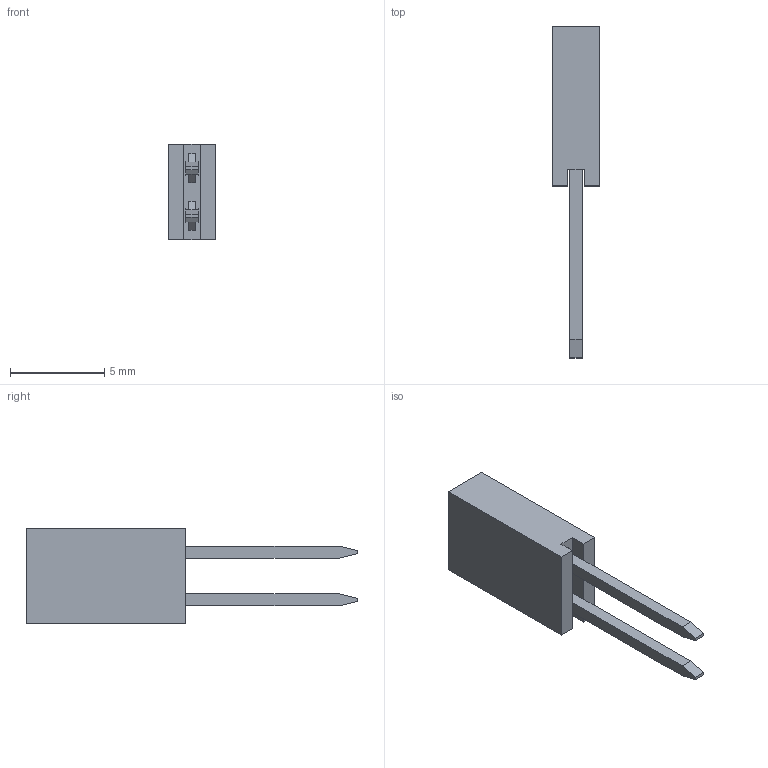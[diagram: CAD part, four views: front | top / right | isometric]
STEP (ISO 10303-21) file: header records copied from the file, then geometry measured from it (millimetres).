
FILE_DESCRIPTION (( 'STEP AP214' ), '1' );
FILE_NAME ('1x2.STEP', '2019-03-31T19:59:19', ( '' ), ( '' ), 'SwSTEP 2.0', 'SolidWorks 2014', '' );
FILE_SCHEMA (( 'AUTOMOTIVE_DESIGN' ));
Length unit declared in the file: millimetre
Products named in the file (1): 1x2
Bounding box: 2.54 x 17.64 x 5.08 mm (x, y, z)
Volume: 111.1 mm3; surface area: 328.6 mm2
Topology: 3 solids, 3 shells, 78 faces, 208 edges, 136 vertices
Faces by surface type: plane 76, cylinder 2
Entity records: 3114 total; most frequent: CARTESIAN_POINT 423, ORIENTED_EDGE 416, DIRECTION 370, EDGE_CURVE 208, LINE 204, VECTOR 204, VERTEX_POINT 136, AXIS2_PLACEMENT_3D 83
